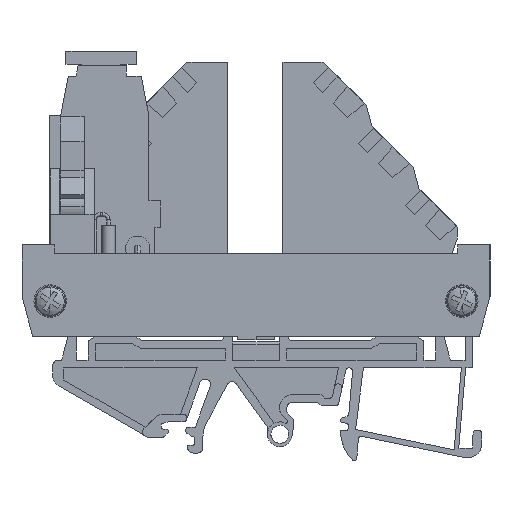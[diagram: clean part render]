
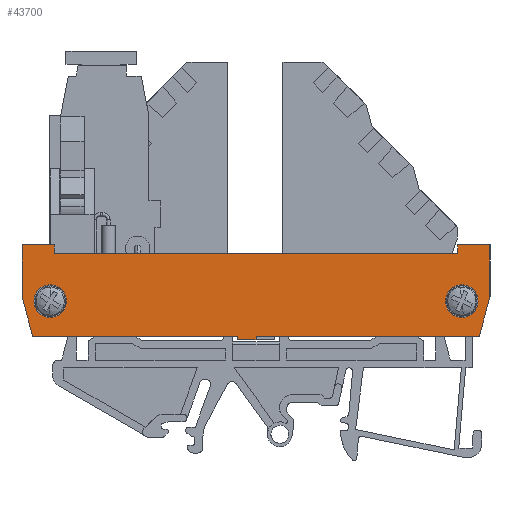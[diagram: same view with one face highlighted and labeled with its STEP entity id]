
A CAD part, left-side view. The second image highlights one B-rep face of the part: STEP entity #43700.
In plain terms, the highlighted planar face has unit normal (-1, 0, 0).
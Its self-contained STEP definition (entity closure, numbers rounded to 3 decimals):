
#33036=AXIS2_PLACEMENT_3D('Circle Axis2P3D',#33034,#33035,$) ;
#33066=AXIS2_PLACEMENT_3D('Circle Axis2P3D',#33064,#33065,$) ;
#33100=AXIS2_PLACEMENT_3D('Circle Axis2P3D',#33098,#33099,$) ;
#33130=AXIS2_PLACEMENT_3D('Circle Axis2P3D',#33128,#33129,$) ;
#43631=AXIS2_PLACEMENT_3D('Plane Axis2P3D',#43628,#43629,#43630) ;
#17067=CARTESIAN_POINT('Line Origine',(0.,0.,35.068)) ;
#17071=CARTESIAN_POINT('Vertex',(0.,0.,39.852)) ;
#17073=CARTESIAN_POINT('Vertex',(0.,0.,30.284)) ;
#19089=CARTESIAN_POINT('Vertex',(0.,43.2,22.952)) ;
#19092=CARTESIAN_POINT('Line Origine',(0.,43.2,22.622)) ;
#19096=CARTESIAN_POINT('Vertex',(0.,43.2,22.292)) ;
#25037=CARTESIAN_POINT('Line Origine',(0.,44.95,22.292)) ;
#25041=CARTESIAN_POINT('Vertex',(0.,46.7,22.292)) ;
#25066=CARTESIAN_POINT('Vertex',(0.,46.7,22.952)) ;
#25069=CARTESIAN_POINT('Line Origine',(0.,46.7,22.622)) ;
#33031=CARTESIAN_POINT('Vertex',(0.,8.2,29.452)) ;
#33034=CARTESIAN_POINT('Axis2P3D Location',(0.,5.2,29.452)) ;
#33038=CARTESIAN_POINT('Vertex',(0.,2.2,29.452)) ;
#33064=CARTESIAN_POINT('Axis2P3D Location',(0.,5.2,29.452)) ;
#33095=CARTESIAN_POINT('Vertex',(0.,84.2,29.452)) ;
#33098=CARTESIAN_POINT('Axis2P3D Location',(0.,81.2,29.452)) ;
#33102=CARTESIAN_POINT('Vertex',(0.,78.2,29.452)) ;
#33128=CARTESIAN_POINT('Axis2P3D Location',(0.,81.2,29.452)) ;
#43555=CARTESIAN_POINT('Vertex',(0.,1.965,22.952)) ;
#43558=CARTESIAN_POINT('Line Origine',(0.,0.982,26.618)) ;
#43576=CARTESIAN_POINT('Line Origine',(0.,85.418,26.618)) ;
#43580=CARTESIAN_POINT('Vertex',(0.,84.435,22.952)) ;
#43582=CARTESIAN_POINT('Vertex',(0.,86.4,30.284)) ;
#43608=CARTESIAN_POINT('Line Origine',(0.,86.4,35.068)) ;
#43612=CARTESIAN_POINT('Vertex',(0.,86.4,39.852)) ;
#43628=CARTESIAN_POINT('Axis2P3D Location',(0.,0.9,30.403)) ;
#43633=CARTESIAN_POINT('Line Origine',(0.,3.,39.852)) ;
#43637=CARTESIAN_POINT('Vertex',(0.,6.,39.852)) ;
#43640=CARTESIAN_POINT('Line Origine',(0.,6.,39.052)) ;
#43644=CARTESIAN_POINT('Vertex',(0.,6.,38.252)) ;
#43647=CARTESIAN_POINT('Line Origine',(0.,43.2,38.252)) ;
#43651=CARTESIAN_POINT('Vertex',(0.,80.4,38.252)) ;
#43654=CARTESIAN_POINT('Line Origine',(0.,80.4,39.052)) ;
#43658=CARTESIAN_POINT('Vertex',(0.,80.4,39.852)) ;
#43661=CARTESIAN_POINT('Line Origine',(0.,83.4,39.852)) ;
#43666=CARTESIAN_POINT('Line Origine',(0.,65.568,22.952)) ;
#43671=CARTESIAN_POINT('Line Origine',(0.,22.582,22.952)) ;
#17068=DIRECTION('Vector Direction',(0.,0.,-1.)) ;
#19093=DIRECTION('Vector Direction',(0.,0.,-1.)) ;
#25038=DIRECTION('Vector Direction',(0.,1.,0.)) ;
#25070=DIRECTION('Vector Direction',(0.,0.,-1.)) ;
#33035=DIRECTION('Axis2P3D Direction',(-1.,0.,0.)) ;
#33065=DIRECTION('Axis2P3D Direction',(-1.,0.,0.)) ;
#33099=DIRECTION('Axis2P3D Direction',(-1.,0.,0.)) ;
#33129=DIRECTION('Axis2P3D Direction',(-1.,0.,0.)) ;
#43559=DIRECTION('Vector Direction',(0.,0.259,-0.966)) ;
#43577=DIRECTION('Vector Direction',(0.,0.259,0.966)) ;
#43609=DIRECTION('Vector Direction',(0.,0.,1.)) ;
#43629=DIRECTION('Axis2P3D Direction',(1.,0.,-0.)) ;
#43630=DIRECTION('Axis2P3D XDirection',(0.,1.,0.)) ;
#43634=DIRECTION('Vector Direction',(0.,-1.,0.)) ;
#43641=DIRECTION('Vector Direction',(0.,0.,1.)) ;
#43648=DIRECTION('Vector Direction',(0.,-1.,0.)) ;
#43655=DIRECTION('Vector Direction',(0.,0.,-1.)) ;
#43662=DIRECTION('Vector Direction',(0.,-1.,0.)) ;
#43667=DIRECTION('Vector Direction',(0.,1.,0.)) ;
#43672=DIRECTION('Vector Direction',(0.,1.,0.)) ;
#17069=VECTOR('Line Direction',#17068,1.) ;
#19094=VECTOR('Line Direction',#19093,1.) ;
#25039=VECTOR('Line Direction',#25038,1.) ;
#25071=VECTOR('Line Direction',#25070,1.) ;
#43560=VECTOR('Line Direction',#43559,1.) ;
#43578=VECTOR('Line Direction',#43577,1.) ;
#43610=VECTOR('Line Direction',#43609,1.) ;
#43635=VECTOR('Line Direction',#43634,1.) ;
#43642=VECTOR('Line Direction',#43641,1.) ;
#43649=VECTOR('Line Direction',#43648,1.) ;
#43656=VECTOR('Line Direction',#43655,1.) ;
#43663=VECTOR('Line Direction',#43662,1.) ;
#43668=VECTOR('Line Direction',#43667,1.) ;
#43673=VECTOR('Line Direction',#43672,1.) ;
#43677=ORIENTED_EDGE('',*,*,#43562,.F.) ;
#43678=ORIENTED_EDGE('',*,*,#17075,.F.) ;
#43679=ORIENTED_EDGE('',*,*,#43639,.F.) ;
#43680=ORIENTED_EDGE('',*,*,#43646,.F.) ;
#43681=ORIENTED_EDGE('',*,*,#43653,.F.) ;
#43682=ORIENTED_EDGE('',*,*,#43660,.F.) ;
#43683=ORIENTED_EDGE('',*,*,#43665,.F.) ;
#43684=ORIENTED_EDGE('',*,*,#43614,.F.) ;
#43685=ORIENTED_EDGE('',*,*,#43584,.F.) ;
#43686=ORIENTED_EDGE('',*,*,#43670,.F.) ;
#43687=ORIENTED_EDGE('',*,*,#25073,.T.) ;
#43688=ORIENTED_EDGE('',*,*,#25043,.F.) ;
#43689=ORIENTED_EDGE('',*,*,#19098,.F.) ;
#43690=ORIENTED_EDGE('',*,*,#43675,.F.) ;
#43693=ORIENTED_EDGE('',*,*,#33068,.F.) ;
#43694=ORIENTED_EDGE('',*,*,#33040,.F.) ;
#43697=ORIENTED_EDGE('',*,*,#33132,.F.) ;
#43698=ORIENTED_EDGE('',*,*,#33104,.F.) ;
#43695=FACE_BOUND('',#43692,.T.) ;
#43699=FACE_BOUND('',#43696,.T.) ;
#43700=ADVANCED_FACE('NONE',(#43691,#43695,#43699),#43632,.F.) ;
#33037=CIRCLE('generated circle',#33036,3.) ;
#33067=CIRCLE('generated circle',#33066,3.) ;
#33101=CIRCLE('generated circle',#33100,3.) ;
#33131=CIRCLE('generated circle',#33130,3.) ;
#17075=EDGE_CURVE('',#17072,#17074,#17070,.T.) ;
#19098=EDGE_CURVE('',#19090,#19097,#19095,.T.) ;
#25043=EDGE_CURVE('',#19097,#25042,#25040,.T.) ;
#25073=EDGE_CURVE('',#25067,#25042,#25072,.T.) ;
#33040=EDGE_CURVE('',#33032,#33039,#33037,.T.) ;
#33068=EDGE_CURVE('',#33039,#33032,#33067,.T.) ;
#33104=EDGE_CURVE('',#33096,#33103,#33101,.T.) ;
#33132=EDGE_CURVE('',#33103,#33096,#33131,.T.) ;
#43562=EDGE_CURVE('',#17074,#43556,#43561,.T.) ;
#43584=EDGE_CURVE('',#43581,#43583,#43579,.T.) ;
#43614=EDGE_CURVE('',#43583,#43613,#43611,.T.) ;
#43639=EDGE_CURVE('',#43638,#17072,#43636,.T.) ;
#43646=EDGE_CURVE('',#43645,#43638,#43643,.T.) ;
#43653=EDGE_CURVE('',#43652,#43645,#43650,.T.) ;
#43660=EDGE_CURVE('',#43659,#43652,#43657,.T.) ;
#43665=EDGE_CURVE('',#43613,#43659,#43664,.T.) ;
#43670=EDGE_CURVE('',#25067,#43581,#43669,.T.) ;
#43675=EDGE_CURVE('',#43556,#19090,#43674,.T.) ;
#43676=EDGE_LOOP('',(#43677,#43678,#43679,#43680,#43681,#43682,#43683,#43684,#43685,#43686,#43687,#43688,#43689,#43690)) ;
#43692=EDGE_LOOP('',(#43693,#43694)) ;
#43696=EDGE_LOOP('',(#43697,#43698)) ;
#43691=FACE_OUTER_BOUND('',#43676,.T.) ;
#17070=LINE('Line',#17067,#17069) ;
#19095=LINE('Line',#19092,#19094) ;
#25040=LINE('Line',#25037,#25039) ;
#25072=LINE('Line',#25069,#25071) ;
#43561=LINE('Line',#43558,#43560) ;
#43579=LINE('Line',#43576,#43578) ;
#43611=LINE('Line',#43608,#43610) ;
#43636=LINE('Line',#43633,#43635) ;
#43643=LINE('Line',#43640,#43642) ;
#43650=LINE('Line',#43647,#43649) ;
#43657=LINE('Line',#43654,#43656) ;
#43664=LINE('Line',#43661,#43663) ;
#43669=LINE('Line',#43666,#43668) ;
#43674=LINE('Line',#43671,#43673) ;
#43632=PLANE('',#43631) ;
#17072=VERTEX_POINT('',#17071) ;
#17074=VERTEX_POINT('',#17073) ;
#19090=VERTEX_POINT('',#19089) ;
#19097=VERTEX_POINT('',#19096) ;
#25042=VERTEX_POINT('',#25041) ;
#25067=VERTEX_POINT('',#25066) ;
#33032=VERTEX_POINT('',#33031) ;
#33039=VERTEX_POINT('',#33038) ;
#33096=VERTEX_POINT('',#33095) ;
#33103=VERTEX_POINT('',#33102) ;
#43556=VERTEX_POINT('',#43555) ;
#43581=VERTEX_POINT('',#43580) ;
#43583=VERTEX_POINT('',#43582) ;
#43613=VERTEX_POINT('',#43612) ;
#43638=VERTEX_POINT('',#43637) ;
#43645=VERTEX_POINT('',#43644) ;
#43652=VERTEX_POINT('',#43651) ;
#43659=VERTEX_POINT('',#43658) ;
